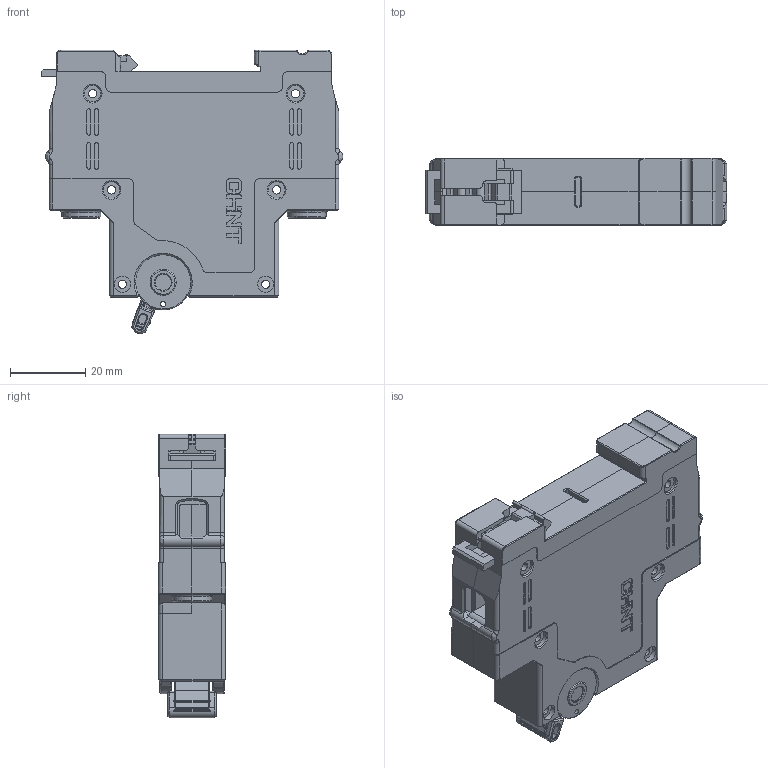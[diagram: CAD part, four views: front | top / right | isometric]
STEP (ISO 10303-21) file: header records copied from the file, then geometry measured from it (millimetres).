
FILE_DESCRIPTION((''),'2;1');
FILE_NAME('NXHB-125-1P_ASM','2017-08-11T',('xujh'),(''),'PRO/ENGINEER BY PARAMETRIC TECHNOLOGY CORPORATION, 2007090','PRO/ENGINEER BY PARAMETRIC TECHNOLOGY CORPORATION, 2007090','');
FILE_SCHEMA(('CONFIG_CONTROL_DESIGN'));
Length unit declared in the file: millimetre
Products named in the file (19): NXHB-125-QUKE-512; SBTH; YAOBI-GAI; YBTH1; 8ZTD-585-979-2; JIEXZ-M5; LUOD-M5; NXHB-125-QUKE-511; DCT; 8-253-639-1-FANGXING; CHUTZC; JIECQ-LONG; PIANZTH_AF0; JCT; CTZC_ASM; NXH-125-63A_ASM; NXH-125-SB-1P; ZDJ; NXHB-125-1P_ASM
Assembly tree (23 placements, depth 4):
  NXHB-125-1P_ASM
    NXH-125-63A_ASM
      NXHB-125-QUKE-512
      SBTH
      YAOBI-GAI
      YBTH1
      8ZTD-585-979-2  x2
      JIEXZ-M5  x2
      LUOD-M5  x2
      NXHB-125-QUKE-511
      DCT  x2
      8-253-639-1-FANGXING
      CTZC_ASM
        CHUTZC
        JIECQ-LONG
        PIANZTH_AF0
        JCT  x2
    NXH-125-SB-1P
    ZDJ
Bounding box: 79.9 x 17.8 x 75.13 mm (x, y, z)
Volume: 30903.2 mm3; surface area: 46380.5 mm2
Topology: 21 solids, 22 shells, 2354 faces, 6242 edges, 4027 vertices
Faces by surface type: plane 1334, cylinder 647, extrusion 154, cone 127, torus 42, bspline 40, sphere 8, revolution 2
Entity records: 80124 total; most frequent: CARTESIAN_POINT 23199, ORIENTED_EDGE 11998, DIRECTION 11373, EDGE_CURVE 6001, VECTOR 4201, LINE 4047, VERTEX_POINT 3880, AXIS2_PLACEMENT_3D 3585
